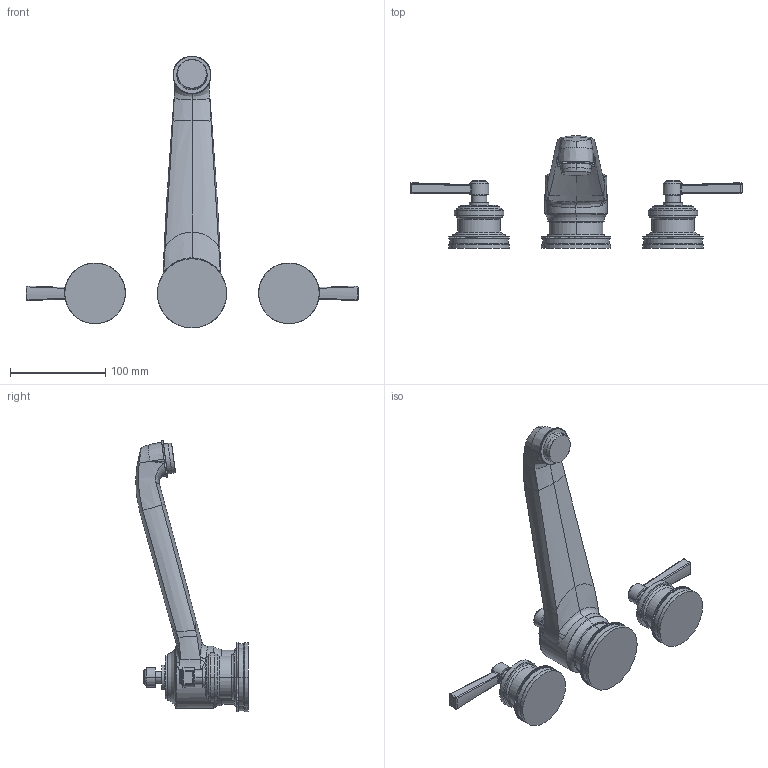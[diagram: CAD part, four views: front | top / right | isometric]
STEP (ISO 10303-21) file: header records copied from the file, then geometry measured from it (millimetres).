
FILE_DESCRIPTION((''),'2;1');
FILE_NAME('3-1626','2021-03-10T14:57:32',('jinson.thomas'),(''),'CREO PARAMETRIC BY PTC INC, 2018400','CREO PARAMETRIC BY PTC INC, 2018400','');
FILE_SCHEMA(('CONFIG_CONTROL_DESIGN'));
Products named in the file (1): 3-1626
Bounding box: 347.98 x 117.93 x 284.77 mm (x, y, z)
Volume: 756310.8 mm3; surface area: 95924.1 mm2
Topology: 3 solids, 3 shells, 2198 faces, 6332 edges, 4176 vertices
Faces by surface type: plane 1331, cylinder 716, bspline 93, torus 40, cone 10, sphere 8
Entity records: 76112 total; most frequent: CARTESIAN_POINT 17603, ORIENTED_EDGE 12660, DIRECTION 11909, EDGE_CURVE 6330, VECTOR 4583, LINE 4583, VERTEX_POINT 4176, AXIS2_PLACEMENT_3D 3663
